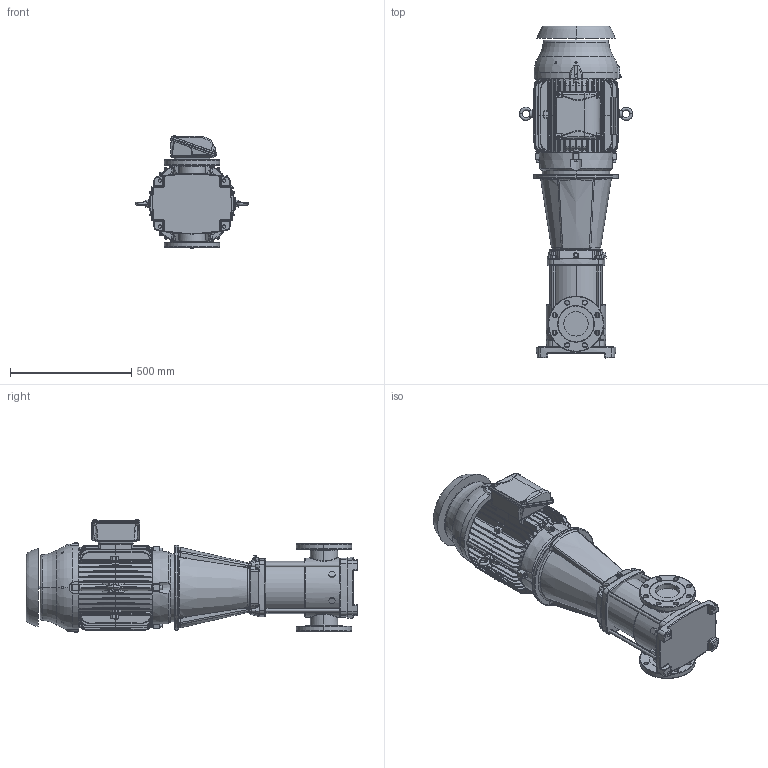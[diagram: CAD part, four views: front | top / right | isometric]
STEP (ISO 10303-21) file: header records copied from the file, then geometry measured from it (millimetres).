
FILE_DESCRIPTION (( 'STEP AP203' ), '1' );
FILE_NAME ('3303136 - MVI-320-2-25 HP-284TSC-304-E-230_460~3.step', '2022-03-30T20:07:44', ( '' ), ( '' ), 'SwSTEP 2.0', 'SolidWorks 2021', '' );
FILE_SCHEMA (( 'CONFIG_CONTROL_DESIGN' ));
Length unit declared in the file: inch
Products named in the file (5): 3303136 - MVI-320-2-25 HP-284TSC-304-E-230_460~3; MVI PEO - [304-EPDM]_3304136 - MVI-320-2-25 HP-284TSC-304-E-S; SBI(N)64-2; 2704070 - NEMA V2 25HP 284_6TSC 230_460~3 TEFC; TEFC MOTOR_2704070 - NEMA V2 25HP 284_6TSC 230_460~3 TEFC
Assembly tree (4 placements, depth 3):
  3303136 - MVI-320-2-25 HP-284TSC-304-E-230_460~3
    MVI PEO - [304-EPDM]_3304136 - MVI-320-2-25 HP-284TSC-304-E-S
      SBI(N)64-2
    TEFC MOTOR_2704070 - NEMA V2 25HP 284_6TSC 230_460~3 TEFC
      2704070 - NEMA V2 25HP 284_6TSC 230_460~3 TEFC
Bounding box: 466 x 1368.35 x 466.9 mm (x, y, z)
Volume: 89378806.5 mm3; surface area: 3682940.1 mm2
Topology: 27 solids, 36 shells, 3316 faces, 8379 edges, 5200 vertices
Faces by surface type: bspline 1074, plane 960, cylinder 944, cone 260, torus 55, sphere 23
Entity records: 168473 total; most frequent: CARTESIAN_POINT 98000, ORIENTED_EDGE 16666, DIRECTION 12073, EDGE_CURVE 8333, VERTEX_POINT 5196, AXIS2_PLACEMENT_3D 4856, EDGE_LOOP 3487, ADVANCED_FACE 3316
